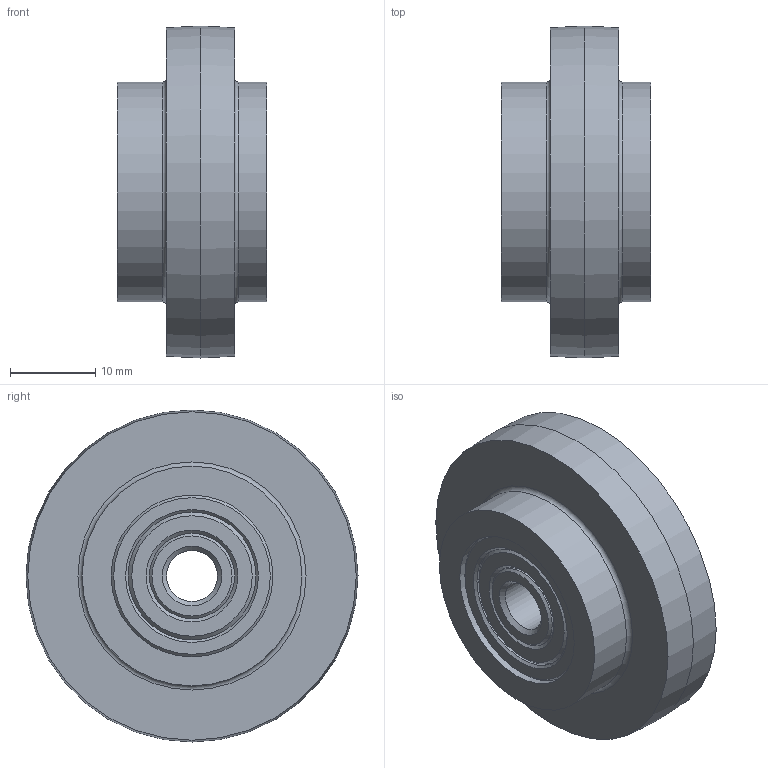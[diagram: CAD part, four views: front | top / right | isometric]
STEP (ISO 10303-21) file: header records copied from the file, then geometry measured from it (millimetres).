
FILE_DESCRIPTION(/* description */ ('STEP AP214'),/* implementation_level */ '2;1');
FILE_NAME(/* name */ '093020',/* time_stamp */ '2022-08-22T11:19:24+02:00',/* author */ ('License CC BY-ND 4.0'),/* organization */ ('CADENAS'),/* preprocessor_version */ 'ST-DEVELOPER v18.102',/* originating_system */ 'PARTsolutions',/* authorisation */ ' ');
FILE_SCHEMA (('AUTOMOTIVE_DESIGN {1 0 10303 214 3 1 1}'));
Length unit declared in the file: millimetre
Products named in the file (7): 093020; 093020_inside_middle; 093020_cover; 093020_outer_ring; 093020_ball; 093020_inner_ring; 093020_body
Assembly tree (26 placements, depth 2):
  093020
    093020_inside_middle
    093020_cover  x4
    093020_outer_ring  x2
    093020_ball  x16
    093020_inner_ring  x2
    093020_body
Bounding box: 17.6 x 39 x 39 mm (x, y, z)
Volume: 12766.7 mm3; surface area: 9390.4 mm2
Topology: 26 solids, 26 shells, 103 faces, 198 edges, 119 vertices
Faces by surface type: cone 30, cylinder 27, plane 24, sphere 16, torus 6
Full cylindrical faces by diameter (mm): 6 x2, 6.3 x1, 10 x8, 12 x1, 12.7 x1, 15 x8, 19 x4, 25.8 x2
Entity records: 1358 total; most frequent: DIRECTION 252, CARTESIAN_POINT 176, AXIS2_PLACEMENT_3D 126, FACE_BOUND 99, ORIENTED_EDGE 98, EDGE_LOOP 98, VERTEX_POINT 50, ADVANCED_FACE 50
